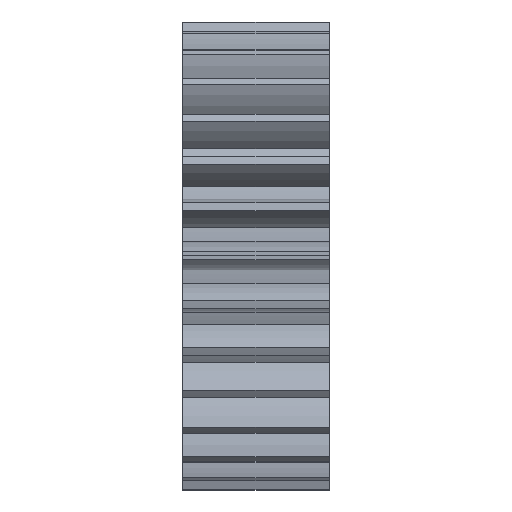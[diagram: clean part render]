
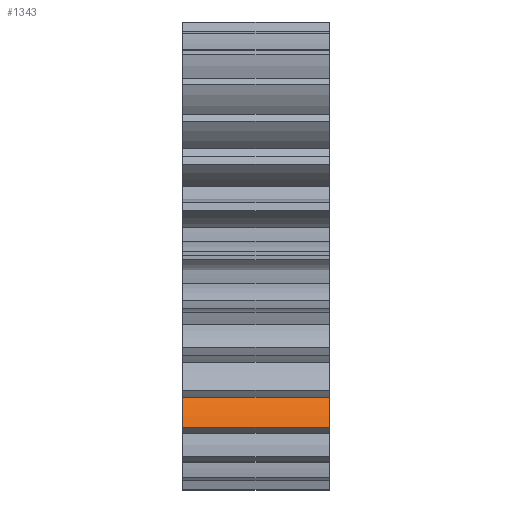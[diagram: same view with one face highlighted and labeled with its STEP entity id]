
A CAD part, top view. The second image highlights one B-rep face of the part: STEP entity #1343.
In plain terms, the highlighted cylindrical face has radius 6 mm (diameter 12 mm), a partial arc.
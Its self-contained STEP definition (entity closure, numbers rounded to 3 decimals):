
#81 = VERTEX_POINT ( 'NONE', #2785 ) ;
#432 = DIRECTION ( 'NONE',  ( 0., 0.743, 0.669 ) ) ;
#452 = DIRECTION ( 'NONE',  ( -1., 0., 0. ) ) ;
#534 = ORIENTED_EDGE ( 'NONE', *, *, #4034, .T. ) ;
#732 = LINE ( 'NONE', #2610, #1911 ) ;
#792 = CARTESIAN_POINT ( 'NONE',  ( 10., -13.141, 5.099 ) ) ;
#895 = FACE_OUTER_BOUND ( 'NONE', #3878, .T. ) ;
#1077 = ORIENTED_EDGE ( 'NONE', *, *, #1565, .T. ) ;
#1139 = CIRCLE ( 'NONE', #4649, 6. ) ;
#1198 = EDGE_CURVE ( 'NONE', #2977, #4003, #4623, .T. ) ;
#1233 = CIRCLE ( 'NONE', #3448, 6. ) ;
#1343 = ADVANCED_FACE ( 'NONE', ( #895 ), #3180, .T. ) ;
#1428 = CARTESIAN_POINT ( 'NONE',  ( 10., -9.541, 9.9 ) ) ;
#1430 = CARTESIAN_POINT ( 'NONE',  ( 0., -9.541, 9.9 ) ) ;
#1565 = EDGE_CURVE ( 'NONE', #3526, #81, #732, .T. ) ;
#1678 = DIRECTION ( 'NONE',  ( 0., 0., 1. ) ) ;
#1702 = DIRECTION ( 'NONE',  ( -1., 0., 0. ) ) ;
#1911 = VECTOR ( 'NONE', #1937, 1000. ) ;
#1937 = DIRECTION ( 'NONE',  ( 1., 0., 0. ) ) ;
#2197 = CARTESIAN_POINT ( 'NONE',  ( 0., -13.141, 5.099 ) ) ;
#2363 = AXIS2_PLACEMENT_3D ( 'NONE', #4640, #1702, #1678 ) ;
#2553 = ORIENTED_EDGE ( 'NONE', *, *, #1198, .T. ) ;
#2571 = CARTESIAN_POINT ( 'NONE',  ( 0., -11.693, 10.922 ) ) ;
#2610 = CARTESIAN_POINT ( 'NONE',  ( 5., -11.693, 10.922 ) ) ;
#2785 = CARTESIAN_POINT ( 'NONE',  ( 10., -11.693, 10.922 ) ) ;
#2977 = VERTEX_POINT ( 'NONE', #1428 ) ;
#3180 = CYLINDRICAL_SURFACE ( 'NONE', #2363, 6. ) ;
#3448 = AXIS2_PLACEMENT_3D ( 'NONE', #792, #452, #432 ) ;
#3526 = VERTEX_POINT ( 'NONE', #2571 ) ;
#3557 = ORIENTED_EDGE ( 'NONE', *, *, #3626, .T. ) ;
#3626 = EDGE_CURVE ( 'NONE', #81, #2977, #1233, .T. ) ;
#3878 = EDGE_LOOP ( 'NONE', ( #1077, #3557, #2553, #534 ) ) ;
#4003 = VERTEX_POINT ( 'NONE', #1430 ) ;
#4034 = EDGE_CURVE ( 'NONE', #4003, #3526, #1139, .T. ) ;
#4064 = CARTESIAN_POINT ( 'NONE',  ( 10., -9.541, 9.9 ) ) ;
#4347 = VECTOR ( 'NONE', #4441, 1000. ) ;
#4415 = DIRECTION ( 'NONE',  ( 1., 0., 0. ) ) ;
#4436 = DIRECTION ( 'NONE',  ( 0., 0., -1. ) ) ;
#4441 = DIRECTION ( 'NONE',  ( -1., 0., 0. ) ) ;
#4623 = LINE ( 'NONE', #4064, #4347 ) ;
#4640 = CARTESIAN_POINT ( 'NONE',  ( 10., -13.141, 5.099 ) ) ;
#4649 = AXIS2_PLACEMENT_3D ( 'NONE', #2197, #4415, #4436 ) ;
